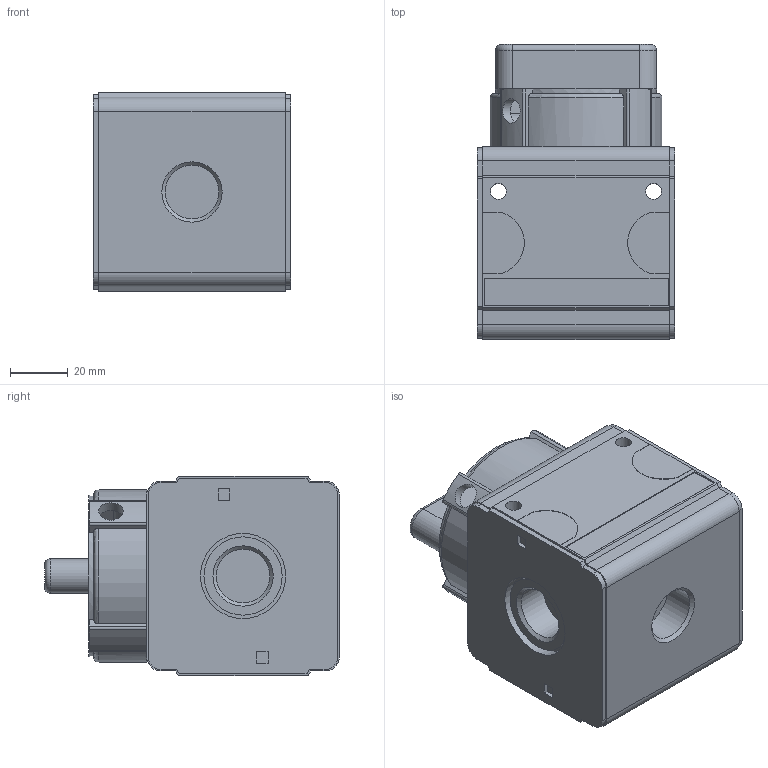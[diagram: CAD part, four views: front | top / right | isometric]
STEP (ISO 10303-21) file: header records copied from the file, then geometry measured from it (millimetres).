
FILE_DESCRIPTION( ( 'STEP AP203' ), ' ' );
FILE_NAME( '9.4033.000.stp', '2017-04-10T13:25:14', ( '' ), ( '' ), ' ', 'PARTsolutions', ' ' );
FILE_SCHEMA( ( 'CONFIG_CONTROL_DESIGN' ) );
Length unit declared in the file: millimetre
Products named in the file (2): 9.4033.000; _K 33-00000-G
Assembly tree (1 placements, depth 2):
  9.4033.000
    _K 33-00000-G
Bounding box: 68.8 x 102.5 x 69.2 mm (x, y, z)
Volume: 357043.5 mm3; surface area: 40306.1 mm2
Topology: 1 solids, 1 shells, 228 faces, 606 edges, 390 vertices
Faces by surface type: plane 134, cylinder 74, sphere 10, torus 6, cone 4
Full cylindrical faces by diameter (mm): 5.5 x2, 8.5 x2, 18.631 x3, 23 x1, 27.2 x1, 27.3 x1, 29.6 x2
Entity records: 7311 total; most frequent: CARTESIAN_POINT 1570, DIRECTION 1188, ORIENTED_EDGE 1156, EDGE_CURVE 578, AXIS2_PLACEMENT_3D 402, VERTEX_POINT 384, LINE 384, VECTOR 384
